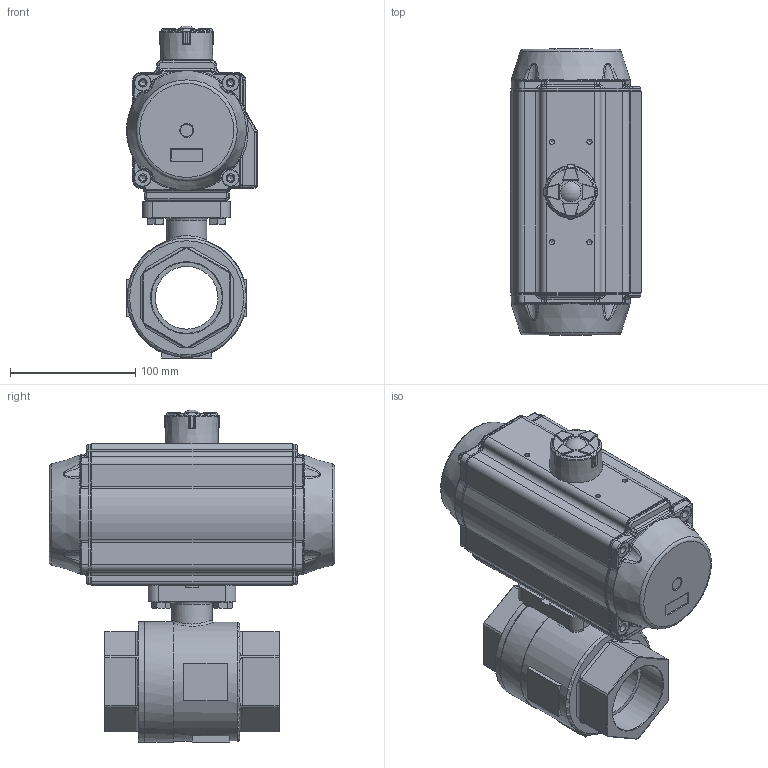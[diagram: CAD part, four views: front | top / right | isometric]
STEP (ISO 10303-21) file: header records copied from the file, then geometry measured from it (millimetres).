
FILE_DESCRIPTION(/* description */ ('Unknown'),/* implementation_level */ '2;1');
FILE_NAME(/* name */ 'PD05 9768-09',/* time_stamp */ '2025-03-27T13:19:27+01:00',/* author */ ('Unknown'),/* organization */ ('Unknown'),/* preprocessor_version */ 'ST-DEVELOPER v19.4',/* originating_system */ 'Solid Edge',/* authorisation */ 'Unknown');
FILE_SCHEMA (('AUTOMOTIVE_DESIGN {1 0 10303 214 3 1 1}'));
Products named in the file (13): PD05 9768-09; PD05_PE04; VTE85____; Optische Anzeige; ______; ________(___________; cup head nib bolts with large head gb_GB_FASTENER_BOLT_CHNBW M6X25-N; huosai85; zhou85; vt85-2016-06-25  _______MIR; vt85-2016-06-25; 8.550.050; DIN 933 M8x22 A2-70 BLK_EDST
Assembly tree (19 placements, depth 4):
  PD05 9768-09
    PD05_PE04
      VTE85____
      Optische Anzeige
        ______
        ________(___________  x4
        cup head nib bolts with large head gb_GB_FASTENER_BOLT_CHNBW M6X25-N
      huosai85  x2
      zhou85
      vt85-2016-06-25  _______MIR
      vt85-2016-06-25
    8.550.050
    DIN 933 M8x22 A2-70 BLK_EDST  x4
Bounding box: 104.5 x 228 x 264.81 mm (x, y, z)
Volume: 1761006.5 mm3; surface area: 401818.1 mm2
Topology: 17 solids, 17 shells, 2962 faces, 7345 edges, 4517 vertices
Faces by surface type: plane 843, cylinder 743, bspline 629, torus 507, cone 227, sphere 13
Full cylindrical faces by diameter (mm): 3 x16, 3.3 x8, 4 x2, 4.134 x8, 4.66 x1, 4.917 x13, 5 x1, 6 x1, 6.2 x1, 6.647 x6, 7 x4, 8 x4, 9 x4, 11.445 x2, 12 x2, 13 x14, 16.2 x1, 16.5 x1, 18 x1, 18.7 x1, 20 x7, 23 x12, 26 x1, 27 x1, 31.5 x1, 32 x2, 32.2 x1, 32.4 x1, 36 x4, 38.5 x1
Entity records: 88637 total; most frequent: CARTESIAN_POINT 39336, ORIENTED_EDGE 10532, DIRECTION 8932, EDGE_CURVE 5266, AXIS2_PLACEMENT_3D 3600, VERTEX_POINT 3411, FACE_BOUND 2685, EDGE_LOOP 2673
